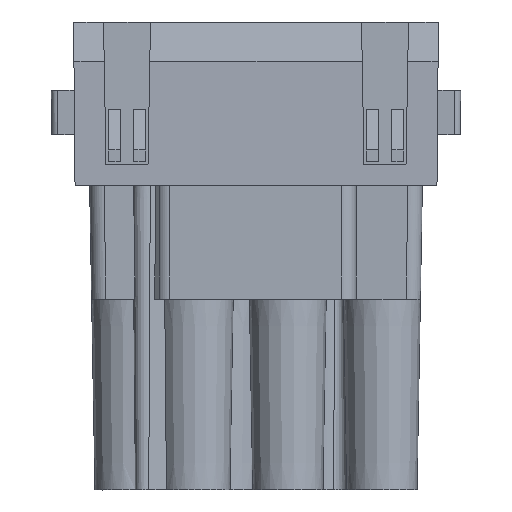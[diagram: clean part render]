
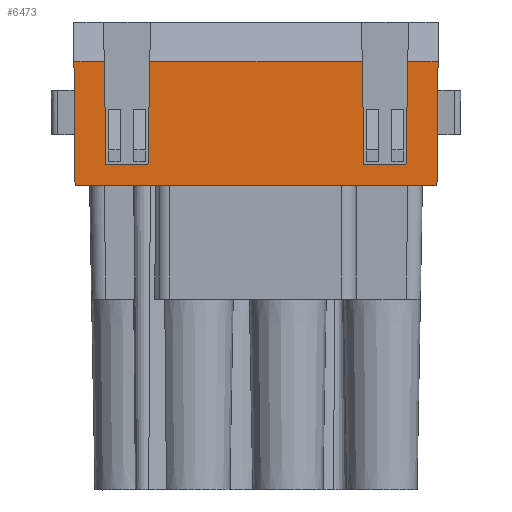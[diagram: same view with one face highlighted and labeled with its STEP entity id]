
A CAD part, left-side view. The second image highlights one B-rep face of the part: STEP entity #6473.
In plain terms, the highlighted planar face has unit normal (-1, 0, 0.005).
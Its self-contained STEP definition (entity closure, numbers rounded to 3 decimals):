
#6389=AXIS2_PLACEMENT_3D('Plane Axis2P3D',#6386,#6387,#6388) ;
#3535=CARTESIAN_POINT('Vertex',(0.054,1.879,35.723)) ;
#3538=CARTESIAN_POINT('Line Origine',(0.027,1.924,30.561)) ;
#3542=CARTESIAN_POINT('Vertex',(0.,1.969,25.4)) ;
#6371=CARTESIAN_POINT('Vertex',(0.054,4.399,35.723)) ;
#6374=CARTESIAN_POINT('Line Origine',(0.054,3.139,35.723)) ;
#6386=CARTESIAN_POINT('Axis2P3D Location',(0.,17.181,25.4)) ;
#6391=CARTESIAN_POINT('Line Origine',(0.,17.05,25.4)) ;
#6395=CARTESIAN_POINT('Vertex',(0.,32.131,25.4)) ;
#6398=CARTESIAN_POINT('Line Origine',(0.031,4.475,31.411)) ;
#6402=CARTESIAN_POINT('Vertex',(0.009,4.55,27.1)) ;
#6405=CARTESIAN_POINT('Line Origine',(0.009,6.3,27.1)) ;
#6409=CARTESIAN_POINT('Vertex',(0.009,8.05,27.1)) ;
#6412=CARTESIAN_POINT('Line Origine',(0.031,8.125,31.411)) ;
#6416=CARTESIAN_POINT('Vertex',(0.054,8.201,35.723)) ;
#6419=CARTESIAN_POINT('Line Origine',(0.054,17.05,35.723)) ;
#6423=CARTESIAN_POINT('Vertex',(0.054,25.899,35.723)) ;
#6426=CARTESIAN_POINT('Line Origine',(0.031,25.975,31.411)) ;
#6430=CARTESIAN_POINT('Vertex',(0.009,26.05,27.1)) ;
#6433=CARTESIAN_POINT('Line Origine',(0.009,27.8,27.1)) ;
#6437=CARTESIAN_POINT('Vertex',(0.009,29.55,27.1)) ;
#6440=CARTESIAN_POINT('Line Origine',(0.031,29.625,31.411)) ;
#6444=CARTESIAN_POINT('Vertex',(0.054,29.701,35.723)) ;
#6447=CARTESIAN_POINT('Line Origine',(0.054,30.961,35.723)) ;
#6451=CARTESIAN_POINT('Vertex',(0.054,32.221,35.723)) ;
#6454=CARTESIAN_POINT('Line Origine',(0.027,32.176,30.561)) ;
#3539=DIRECTION('Vector Direction',(0.005,-0.009,1.)) ;
#6375=DIRECTION('Vector Direction',(0.,-1.,0.)) ;
#6387=DIRECTION('Axis2P3D Direction',(-1.,0.,0.005)) ;
#6388=DIRECTION('Axis2P3D XDirection',(0.,1.,0.)) ;
#6392=DIRECTION('Vector Direction',(0.,-1.,0.)) ;
#6399=DIRECTION('Vector Direction',(-0.005,0.017,-1.)) ;
#6406=DIRECTION('Vector Direction',(0.,1.,0.)) ;
#6413=DIRECTION('Vector Direction',(-0.005,-0.017,-1.)) ;
#6420=DIRECTION('Vector Direction',(0.,-1.,0.)) ;
#6427=DIRECTION('Vector Direction',(0.005,-0.017,1.)) ;
#6434=DIRECTION('Vector Direction',(0.,1.,0.)) ;
#6441=DIRECTION('Vector Direction',(0.005,0.017,1.)) ;
#6448=DIRECTION('Vector Direction',(0.,-1.,0.)) ;
#6455=DIRECTION('Vector Direction',(-0.005,-0.009,-1.)) ;
#3540=VECTOR('Line Direction',#3539,1.) ;
#6376=VECTOR('Line Direction',#6375,1.) ;
#6393=VECTOR('Line Direction',#6392,1.) ;
#6400=VECTOR('Line Direction',#6399,1.) ;
#6407=VECTOR('Line Direction',#6406,1.) ;
#6414=VECTOR('Line Direction',#6413,1.) ;
#6421=VECTOR('Line Direction',#6420,1.) ;
#6428=VECTOR('Line Direction',#6427,1.) ;
#6435=VECTOR('Line Direction',#6434,1.) ;
#6442=VECTOR('Line Direction',#6441,1.) ;
#6449=VECTOR('Line Direction',#6448,1.) ;
#6456=VECTOR('Line Direction',#6455,1.) ;
#6460=ORIENTED_EDGE('',*,*,#6397,.T.) ;
#6461=ORIENTED_EDGE('',*,*,#3544,.T.) ;
#6462=ORIENTED_EDGE('',*,*,#6378,.F.) ;
#6463=ORIENTED_EDGE('',*,*,#6404,.T.) ;
#6464=ORIENTED_EDGE('',*,*,#6411,.T.) ;
#6465=ORIENTED_EDGE('',*,*,#6418,.F.) ;
#6466=ORIENTED_EDGE('',*,*,#6425,.F.) ;
#6467=ORIENTED_EDGE('',*,*,#6432,.F.) ;
#6468=ORIENTED_EDGE('',*,*,#6439,.T.) ;
#6469=ORIENTED_EDGE('',*,*,#6446,.T.) ;
#6470=ORIENTED_EDGE('',*,*,#6453,.F.) ;
#6471=ORIENTED_EDGE('',*,*,#6458,.T.) ;
#6473=ADVANCED_FACE('Hauptkoerper',(#6472),#6390,.T.) ;
#3544=EDGE_CURVE('',#3543,#3536,#3541,.T.) ;
#6378=EDGE_CURVE('',#6372,#3536,#6377,.T.) ;
#6397=EDGE_CURVE('',#6396,#3543,#6394,.T.) ;
#6404=EDGE_CURVE('',#6372,#6403,#6401,.T.) ;
#6411=EDGE_CURVE('',#6403,#6410,#6408,.T.) ;
#6418=EDGE_CURVE('',#6417,#6410,#6415,.T.) ;
#6425=EDGE_CURVE('',#6424,#6417,#6422,.T.) ;
#6432=EDGE_CURVE('',#6431,#6424,#6429,.T.) ;
#6439=EDGE_CURVE('',#6431,#6438,#6436,.T.) ;
#6446=EDGE_CURVE('',#6438,#6445,#6443,.T.) ;
#6453=EDGE_CURVE('',#6452,#6445,#6450,.T.) ;
#6458=EDGE_CURVE('',#6452,#6396,#6457,.T.) ;
#6459=EDGE_LOOP('',(#6460,#6461,#6462,#6463,#6464,#6465,#6466,#6467,#6468,#6469,#6470,#6471)) ;
#6472=FACE_OUTER_BOUND('',#6459,.T.) ;
#3541=LINE('Line',#3538,#3540) ;
#6377=LINE('Line',#6374,#6376) ;
#6394=LINE('Line',#6391,#6393) ;
#6401=LINE('Line',#6398,#6400) ;
#6408=LINE('Line',#6405,#6407) ;
#6415=LINE('Line',#6412,#6414) ;
#6422=LINE('Line',#6419,#6421) ;
#6429=LINE('Line',#6426,#6428) ;
#6436=LINE('Line',#6433,#6435) ;
#6443=LINE('Line',#6440,#6442) ;
#6450=LINE('Line',#6447,#6449) ;
#6457=LINE('Line',#6454,#6456) ;
#6390=PLANE('',#6389) ;
#3536=VERTEX_POINT('',#3535) ;
#3543=VERTEX_POINT('',#3542) ;
#6372=VERTEX_POINT('',#6371) ;
#6396=VERTEX_POINT('',#6395) ;
#6403=VERTEX_POINT('',#6402) ;
#6410=VERTEX_POINT('',#6409) ;
#6417=VERTEX_POINT('',#6416) ;
#6424=VERTEX_POINT('',#6423) ;
#6431=VERTEX_POINT('',#6430) ;
#6438=VERTEX_POINT('',#6437) ;
#6445=VERTEX_POINT('',#6444) ;
#6452=VERTEX_POINT('',#6451) ;
